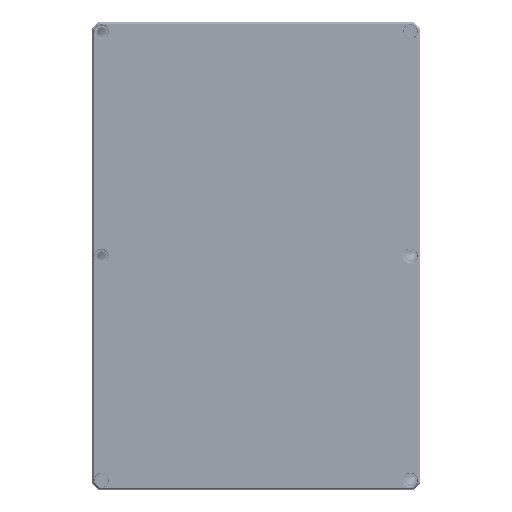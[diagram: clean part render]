
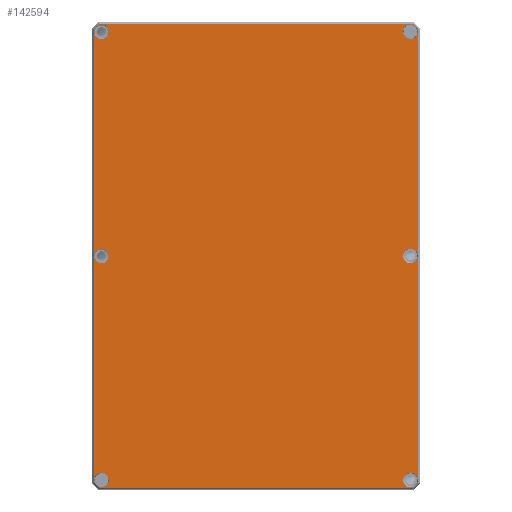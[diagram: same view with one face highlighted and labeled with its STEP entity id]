
A CAD part, top view. The second image highlights one B-rep face of the part: STEP entity #142594.
In plain terms, the highlighted planar face has unit normal (0, 0, 1).
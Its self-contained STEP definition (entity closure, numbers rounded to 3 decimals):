
#3743=CIRCLE('',#149277,5.672);
#3745=CIRCLE('',#149279,5.672);
#3746=CIRCLE('',#149281,5.672);
#3747=CIRCLE('',#149282,5.672);
#3748=CIRCLE('',#149283,5.672);
#3749=CIRCLE('',#149284,5.672);
#3750=CIRCLE('',#149285,5.672);
#3751=CIRCLE('',#149286,5.672);
#3752=CIRCLE('',#149287,5.672);
#3753=CIRCLE('',#149288,5.672);
#5460=FACE_BOUND('',#24284,.T.);
#5461=FACE_BOUND('',#24285,.T.);
#5462=FACE_BOUND('',#24286,.T.);
#5463=FACE_BOUND('',#24287,.T.);
#5464=FACE_BOUND('',#24288,.T.);
#5465=FACE_BOUND('',#24289,.T.);
#8131=PLANE('',#149280);
#15509=FACE_OUTER_BOUND('',#24283,.T.);
#24283=EDGE_LOOP('',(#127437,#127438,#127439,#127440,#127441,#127442,#127443,
#127444));
#24284=EDGE_LOOP('',(#127445,#127446));
#24285=EDGE_LOOP('',(#127447,#127448));
#24286=EDGE_LOOP('',(#127449,#127450));
#24287=EDGE_LOOP('',(#127451));
#24288=EDGE_LOOP('',(#127452));
#24289=EDGE_LOOP('',(#127453,#127454));
#35322=LINE('',#254500,#46277);
#35323=LINE('',#254502,#46278);
#35324=LINE('',#254504,#46279);
#35325=LINE('',#254506,#46280);
#35326=LINE('',#254508,#46281);
#35327=LINE('',#254510,#46282);
#35328=LINE('',#254512,#46283);
#35329=LINE('',#254513,#46284);
#46277=VECTOR('',#172498,10.);
#46278=VECTOR('',#172499,10.);
#46279=VECTOR('',#172500,10.);
#46280=VECTOR('',#172501,10.);
#46281=VECTOR('',#172502,10.);
#46282=VECTOR('',#172503,10.);
#46283=VECTOR('',#172504,10.);
#46284=VECTOR('',#172505,10.);
#66973=VERTEX_POINT('',#254492);
#66974=VERTEX_POINT('',#254493);
#66975=VERTEX_POINT('',#254498);
#66976=VERTEX_POINT('',#254499);
#66977=VERTEX_POINT('',#254501);
#66978=VERTEX_POINT('',#254503);
#66979=VERTEX_POINT('',#254505);
#66980=VERTEX_POINT('',#254507);
#66981=VERTEX_POINT('',#254509);
#66982=VERTEX_POINT('',#254511);
#66983=VERTEX_POINT('',#254514);
#66984=VERTEX_POINT('',#254515);
#66985=VERTEX_POINT('',#254518);
#66986=VERTEX_POINT('',#254519);
#66987=VERTEX_POINT('',#254522);
#66988=VERTEX_POINT('',#254523);
#66989=VERTEX_POINT('',#254526);
#66990=VERTEX_POINT('',#254528);
#87252=EDGE_CURVE('',#66973,#66974,#3743,.T.);
#87254=EDGE_CURVE('',#66974,#66973,#3745,.T.);
#87255=EDGE_CURVE('',#66975,#66976,#35322,.T.);
#87256=EDGE_CURVE('',#66977,#66975,#35323,.T.);
#87257=EDGE_CURVE('',#66978,#66977,#35324,.T.);
#87258=EDGE_CURVE('',#66979,#66978,#35325,.T.);
#87259=EDGE_CURVE('',#66980,#66979,#35326,.T.);
#87260=EDGE_CURVE('',#66981,#66980,#35327,.T.);
#87261=EDGE_CURVE('',#66982,#66981,#35328,.T.);
#87262=EDGE_CURVE('',#66976,#66982,#35329,.T.);
#87263=EDGE_CURVE('',#66983,#66984,#3746,.T.);
#87264=EDGE_CURVE('',#66984,#66983,#3747,.T.);
#87265=EDGE_CURVE('',#66985,#66986,#3748,.T.);
#87266=EDGE_CURVE('',#66986,#66985,#3749,.T.);
#87267=EDGE_CURVE('',#66987,#66988,#3750,.T.);
#87268=EDGE_CURVE('',#66988,#66987,#3751,.T.);
#87269=EDGE_CURVE('',#66989,#66989,#3752,.T.);
#87270=EDGE_CURVE('',#66990,#66990,#3753,.T.);
#127437=ORIENTED_EDGE('',*,*,#87255,.F.);
#127438=ORIENTED_EDGE('',*,*,#87256,.F.);
#127439=ORIENTED_EDGE('',*,*,#87257,.F.);
#127440=ORIENTED_EDGE('',*,*,#87258,.F.);
#127441=ORIENTED_EDGE('',*,*,#87259,.F.);
#127442=ORIENTED_EDGE('',*,*,#87260,.F.);
#127443=ORIENTED_EDGE('',*,*,#87261,.F.);
#127444=ORIENTED_EDGE('',*,*,#87262,.F.);
#127445=ORIENTED_EDGE('',*,*,#87263,.F.);
#127446=ORIENTED_EDGE('',*,*,#87264,.F.);
#127447=ORIENTED_EDGE('',*,*,#87265,.F.);
#127448=ORIENTED_EDGE('',*,*,#87266,.F.);
#127449=ORIENTED_EDGE('',*,*,#87267,.F.);
#127450=ORIENTED_EDGE('',*,*,#87268,.F.);
#127451=ORIENTED_EDGE('',*,*,#87269,.F.);
#127452=ORIENTED_EDGE('',*,*,#87270,.F.);
#127453=ORIENTED_EDGE('',*,*,#87252,.F.);
#127454=ORIENTED_EDGE('',*,*,#87254,.F.);
#142594=ADVANCED_FACE('',(#15509,#5460,#5461,#5462,#5463,#5464,#5465),#8131,
 .T.);
#149277=AXIS2_PLACEMENT_3D('',#254494,#172490,#172491);
#149279=AXIS2_PLACEMENT_3D('',#254496,#172494,#172495);
#149280=AXIS2_PLACEMENT_3D('',#254497,#172496,#172497);
#149281=AXIS2_PLACEMENT_3D('',#254516,#172506,#172507);
#149282=AXIS2_PLACEMENT_3D('',#254517,#172508,#172509);
#149283=AXIS2_PLACEMENT_3D('',#254520,#172510,#172511);
#149284=AXIS2_PLACEMENT_3D('',#254521,#172512,#172513);
#149285=AXIS2_PLACEMENT_3D('',#254524,#172514,#172515);
#149286=AXIS2_PLACEMENT_3D('',#254525,#172516,#172517);
#149287=AXIS2_PLACEMENT_3D('',#254527,#172518,#172519);
#149288=AXIS2_PLACEMENT_3D('',#254529,#172520,#172521);
#172490=DIRECTION('center_axis',(0.,0.,1.));
#172491=DIRECTION('ref_axis',(1.,0.,0.));
#172494=DIRECTION('center_axis',(0.,0.,1.));
#172495=DIRECTION('ref_axis',(1.,0.,0.));
#172496=DIRECTION('center_axis',(0.,0.,1.));
#172497=DIRECTION('ref_axis',(1.,0.,0.));
#172498=DIRECTION('',(0.707,-0.707,0.));
#172499=DIRECTION('',(1.,0.,0.));
#172500=DIRECTION('',(0.707,0.707,0.));
#172501=DIRECTION('',(0.,1.,0.));
#172502=DIRECTION('',(-0.707,0.707,0.));
#172503=DIRECTION('',(-1.,0.,0.));
#172504=DIRECTION('',(-0.707,-0.707,0.));
#172505=DIRECTION('',(0.,-1.,0.));
#172506=DIRECTION('center_axis',(0.,0.,1.));
#172507=DIRECTION('ref_axis',(1.,0.,0.));
#172508=DIRECTION('center_axis',(0.,0.,1.));
#172509=DIRECTION('ref_axis',(1.,0.,0.));
#172510=DIRECTION('center_axis',(0.,0.,1.));
#172511=DIRECTION('ref_axis',(1.,0.,0.));
#172512=DIRECTION('center_axis',(0.,0.,1.));
#172513=DIRECTION('ref_axis',(1.,0.,0.));
#172514=DIRECTION('center_axis',(0.,0.,1.));
#172515=DIRECTION('ref_axis',(1.,0.,0.));
#172516=DIRECTION('center_axis',(0.,0.,1.));
#172517=DIRECTION('ref_axis',(1.,0.,0.));
#172518=DIRECTION('center_axis',(0.,0.,1.));
#172519=DIRECTION('ref_axis',(-1.,0.,0.));
#172520=DIRECTION('center_axis',(0.,0.,1.));
#172521=DIRECTION('ref_axis',(-1.,0.,0.));
#254492=CARTESIAN_POINT('',(-125.172,0.,39.));
#254493=CARTESIAN_POINT('',(-113.828,0.,39.));
#254494=CARTESIAN_POINT('Origin',(-119.5,0.,39.));
#254496=CARTESIAN_POINT('Origin',(-119.5,0.,39.));
#254497=CARTESIAN_POINT('Origin',(0.,0.,
39.));
#254498=CARTESIAN_POINT('',(121.445,179.66,39.));
#254499=CARTESIAN_POINT('',(125.66,175.445,39.));
#254500=CARTESIAN_POINT('',(135.802,165.302,39.));
#254501=CARTESIAN_POINT('',(-121.445,179.66,39.));
#254502=CARTESIAN_POINT('',(-61.,179.66,39.));
#254503=CARTESIAN_POINT('',(-125.66,175.445,39.));
#254504=CARTESIAN_POINT('',(-138.302,162.802,39.));
#254505=CARTESIAN_POINT('',(-125.66,-175.445,39.));
#254506=CARTESIAN_POINT('',(-125.66,-88.,39.));
#254507=CARTESIAN_POINT('',(-121.445,-179.66,39.));
#254508=CARTESIAN_POINT('',(-135.802,-165.302,39.));
#254509=CARTESIAN_POINT('',(121.445,-179.66,39.));
#254510=CARTESIAN_POINT('',(61.,-179.66,39.));
#254511=CARTESIAN_POINT('',(125.66,-175.445,39.));
#254512=CARTESIAN_POINT('',(138.302,-162.802,39.));
#254513=CARTESIAN_POINT('',(125.66,88.,39.));
#254514=CARTESIAN_POINT('',(113.828,0.,39.));
#254515=CARTESIAN_POINT('',(125.172,0.,39.));
#254516=CARTESIAN_POINT('Origin',(119.5,0.,39.));
#254517=CARTESIAN_POINT('Origin',(119.5,0.,39.));
#254518=CARTESIAN_POINT('',(113.828,173.5,39.));
#254519=CARTESIAN_POINT('',(125.172,173.5,39.));
#254520=CARTESIAN_POINT('Origin',(119.5,173.5,39.));
#254521=CARTESIAN_POINT('Origin',(119.5,173.5,39.));
#254522=CARTESIAN_POINT('',(113.828,-173.5,39.));
#254523=CARTESIAN_POINT('',(125.172,-173.5,39.));
#254524=CARTESIAN_POINT('Origin',(119.5,-173.5,39.));
#254525=CARTESIAN_POINT('Origin',(119.5,-173.5,39.));
#254526=CARTESIAN_POINT('',(-113.828,-173.5,39.));
#254527=CARTESIAN_POINT('Origin',(-119.5,-173.5,39.));
#254528=CARTESIAN_POINT('',(-113.828,173.5,39.));
#254529=CARTESIAN_POINT('Origin',(-119.5,173.5,39.));
